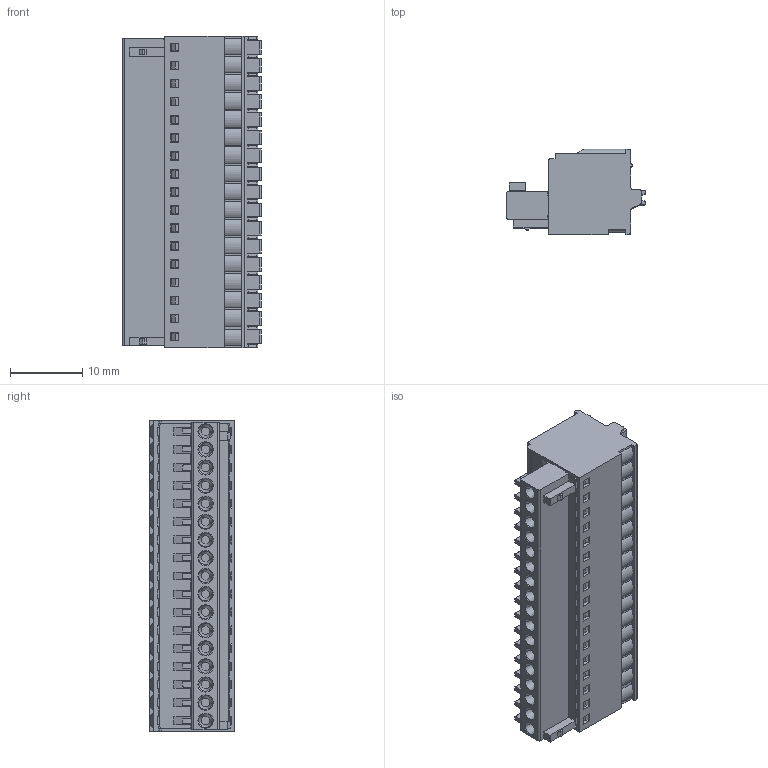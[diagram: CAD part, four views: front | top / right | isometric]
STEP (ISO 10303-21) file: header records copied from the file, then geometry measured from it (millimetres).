
FILE_DESCRIPTION((''),'2;1');
FILE_NAME('TLPS-006-03P','2024-09-14T',('sheji'),(''),'PRO/ENGINEER BY PARAMETRIC TECHNOLOGY CORPORATION, 2015240','PRO/ENGINEER BY PARAMETRIC TECHNOLOGY CORPORATION, 2015240','');
FILE_SCHEMA(('CONFIG_CONTROL_DESIGN'));
Length unit declared in the file: millimetre
Products named in the file (1): TLPS-006-03P
Bounding box: 19.2 x 11.75 x 43.1 mm (x, y, z)
Volume: 6042.1 mm3; surface area: 4790.6 mm2
Topology: 1 solids, 17 shells, 1869 faces, 5044 edges, 3328 vertices
Faces by surface type: plane 1326, cylinder 407, cone 85, torus 34, sphere 17
Entity records: 59227 total; most frequent: CARTESIAN_POINT 11397, ORIENTED_EDGE 10088, DIRECTION 9719, EDGE_CURVE 5044, VECTOR 3903, LINE 3903, VERTEX_POINT 3328, AXIS2_PLACEMENT_3D 2908
